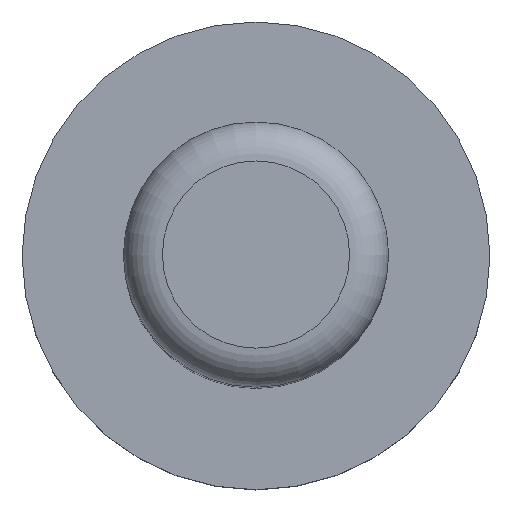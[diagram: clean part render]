
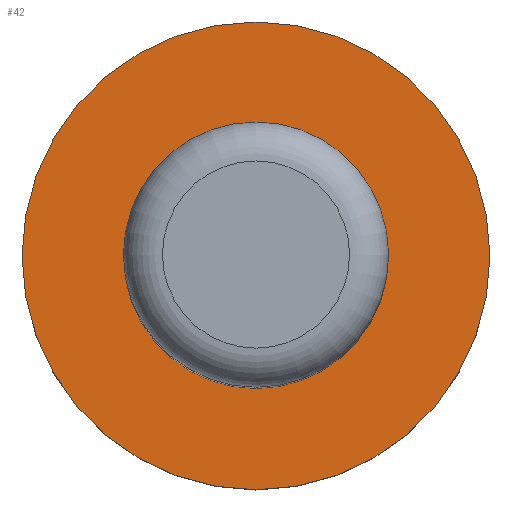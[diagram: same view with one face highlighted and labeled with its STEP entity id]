
A CAD part, top view. The second image highlights one B-rep face of the part: STEP entity #42.
In plain terms, the highlighted planar face has unit normal (0, 0, 1).
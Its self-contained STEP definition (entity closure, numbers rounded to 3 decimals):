
#38=PLANE('',#107);
#42=ADVANCED_FACE('',(#52,#53),#38,.T.);
#52=FACE_BOUND('',#62,.T.);
#53=FACE_BOUND('',#63,.T.);
#62=EDGE_LOOP('',(#74));
#63=EDGE_LOOP('',(#75));
#74=ORIENTED_EDGE('',*,*,#92,.F.);
#75=ORIENTED_EDGE('',*,*,#91,.T.);
#85=VERTEX_POINT('',#148);
#86=VERTEX_POINT('',#151);
#91=EDGE_CURVE('',#85,#85,#97,.T.);
#92=EDGE_CURVE('',#86,#86,#98,.T.);
#97=CIRCLE('',#104,3.);
#98=CIRCLE('',#106,1.7);
#104=AXIS2_PLACEMENT_3D('',#147,#120,#121);
#106=AXIS2_PLACEMENT_3D('',#150,#124,#125);
#107=AXIS2_PLACEMENT_3D('',#152,#126,#127);
#120=DIRECTION('',(0.,0.,1.));
#121=DIRECTION('',(1.,0.,0.));
#124=DIRECTION('',(0.,0.,1.));
#125=DIRECTION('',(1.,0.,0.));
#126=DIRECTION('',(0.,0.,1.));
#127=DIRECTION('',(1.,0.,0.));
#147=CARTESIAN_POINT('',(0.,0.,2.));
#148=CARTESIAN_POINT('',(3.,0.,2.));
#150=CARTESIAN_POINT('',(0.,0.,2.));
#151=CARTESIAN_POINT('',(1.7,0.,2.));
#152=CARTESIAN_POINT('',(0.,0.,2.));
